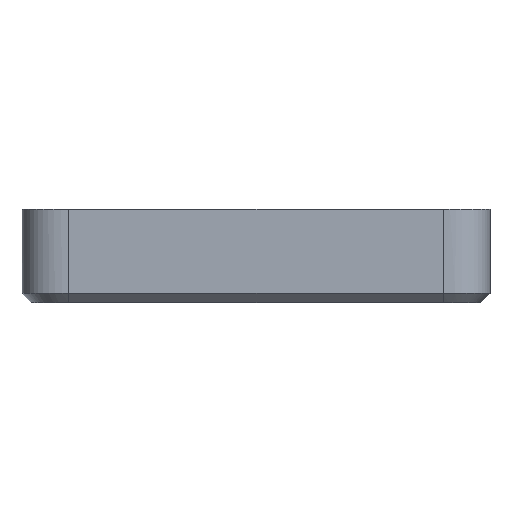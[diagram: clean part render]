
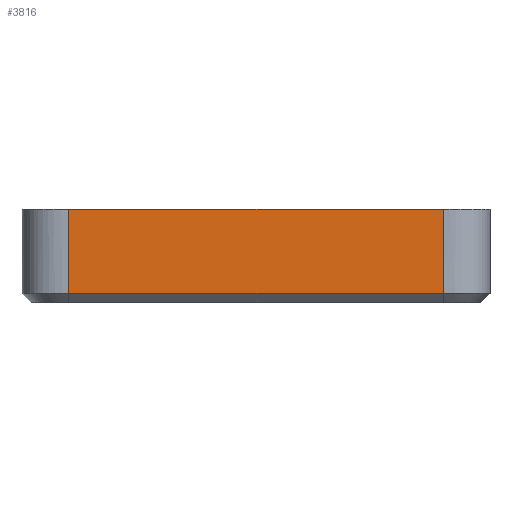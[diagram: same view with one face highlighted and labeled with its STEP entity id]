
A CAD part, left-side view. The second image highlights one B-rep face of the part: STEP entity #3816.
In plain terms, the highlighted planar face has unit normal (-1, 0, 0).
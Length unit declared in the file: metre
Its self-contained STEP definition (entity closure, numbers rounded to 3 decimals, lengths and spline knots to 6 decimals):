
#130=B_SPLINE_CURVE_WITH_KNOTS('',3,(#6048,#6049,#6050,#6051),
 .UNSPECIFIED.,.F.,.F.,(4,4),(0.,0.9),.UNSPECIFIED.);
#131=B_SPLINE_CURVE_WITH_KNOTS('',3,(#6055,#6056,#6057,#6058),
 .UNSPECIFIED.,.F.,.F.,(4,4),(0.1,1.),.UNSPECIFIED.);
#498=ORIENTED_EDGE('',*,*,#1602,.T.);
#499=ORIENTED_EDGE('',*,*,#1603,.T.);
#500=ORIENTED_EDGE('',*,*,#1604,.T.);
#501=ORIENTED_EDGE('',*,*,#1586,.F.);
#1586=EDGE_CURVE('',#2138,#2139,#2460,.T.);
#1602=EDGE_CURVE('',#2138,#2150,#130,.T.);
#1603=EDGE_CURVE('',#2150,#2151,#2466,.T.);
#1604=EDGE_CURVE('',#2151,#2139,#131,.T.);
#2138=VERTEX_POINT('',#5877);
#2139=VERTEX_POINT('',#5878);
#2150=VERTEX_POINT('',#6052);
#2151=VERTEX_POINT('',#6054);
#2460=LINE('',#5876,#2817);
#2466=LINE('',#6053,#2823);
#2817=VECTOR('',#4533,1.);
#2823=VECTOR('',#4543,1.);
#3087=EDGE_LOOP('',(#498,#499,#500,#501));
#3381=FACE_BOUND('',#3087,.T.);
#3652=PLANE('',#4091);
#3816=ADVANCED_FACE('',(#3381),#3652,.F.);
#4091=AXIS2_PLACEMENT_3D('',#6047,#4541,#4542);
#4533=DIRECTION('',(0.,-1.,0.));
#4541=DIRECTION('',(1.,0.,0.));
#4542=DIRECTION('',(0.,1.,0.));
#4543=DIRECTION('',(0.,-1.,0.));
#5876=CARTESIAN_POINT('',(-0.05,0.,0.02));
#5877=CARTESIAN_POINT('',(-0.05,0.04,0.02));
#5878=CARTESIAN_POINT('',(-0.05,-0.04,0.02));
#6047=CARTESIAN_POINT('',(-0.05,0.,0.02));
#6048=CARTESIAN_POINT('',(-0.05,0.04,0.02));
#6049=CARTESIAN_POINT('',(-0.05,0.04,0.014));
#6050=CARTESIAN_POINT('',(-0.05,0.04,0.008));
#6051=CARTESIAN_POINT('',(-0.05,0.04,0.002));
#6052=CARTESIAN_POINT('',(-0.05,0.04,0.002));
#6053=CARTESIAN_POINT('',(-0.05,0.,0.002));
#6054=CARTESIAN_POINT('',(-0.05,-0.04,0.002));
#6055=CARTESIAN_POINT('',(-0.05,-0.04,0.002));
#6056=CARTESIAN_POINT('',(-0.05,-0.04,0.008));
#6057=CARTESIAN_POINT('',(-0.05,-0.04,0.014));
#6058=CARTESIAN_POINT('',(-0.05,-0.04,0.02));
